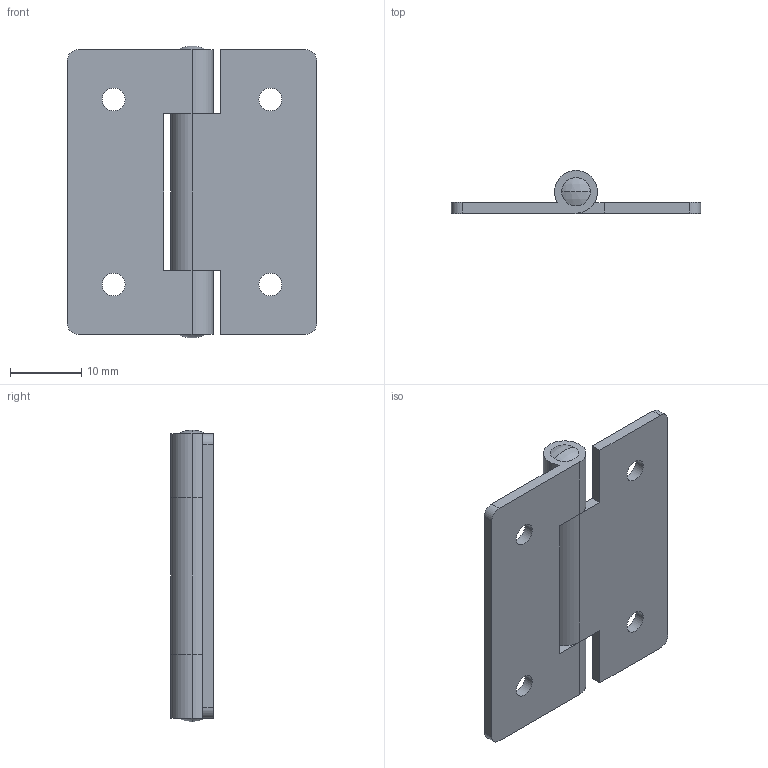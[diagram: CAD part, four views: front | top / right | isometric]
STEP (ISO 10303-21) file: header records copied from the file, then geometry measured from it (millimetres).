
FILE_DESCRIPTION (( 'STEP AP203' ), '1' );
FILE_NAME ('B-2078-11.STEP', '2008-11-27T06:17:04', ( ' ' ), ( ' ' ), 'SwSTEP 2.0', 'SolidWorks 2007', '' );
FILE_SCHEMA (( 'CONFIG_CONTROL_DESIGN' ));
Length unit declared in the file: millimetre
Products named in the file (4): B-2078-11僸儞僕A__棉太倌; B-2078-11僸儞僕B__棉太倌; B-2078-11; B-2078-11僔儍僼僩__棉太倌
Assembly tree (3 placements, depth 2):
  B-2078-11
    B-2078-11僸儞僕B__棉太倌
    B-2078-11僔儍僼僩__棉太倌
    B-2078-11僸儞僕A__棉太倌
Bounding box: 35 x 6 x 41 mm (x, y, z)
Volume: 2835.7 mm3; surface area: 4192 mm2
Topology: 3 solids, 3 shells, 52 faces, 134 edges, 90 vertices
Faces by surface type: cylinder 29, plane 19, sphere 4
Entity records: 2062 total; most frequent: DIRECTION 316, CARTESIAN_POINT 282, ORIENTED_EDGE 268, EDGE_CURVE 134, AXIS2_PLACEMENT_3D 124, VERTEX_POINT 90, EDGE_LOOP 68, LINE 68
